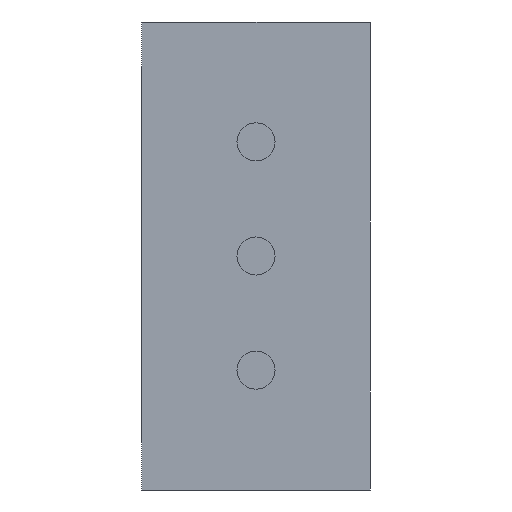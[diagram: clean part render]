
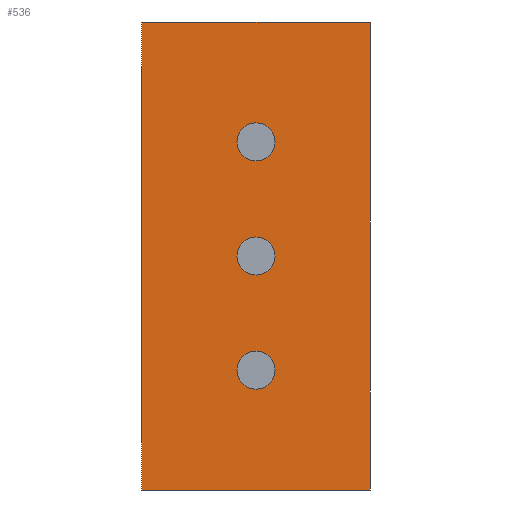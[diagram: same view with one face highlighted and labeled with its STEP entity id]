
A CAD part, left-side view. The second image highlights one B-rep face of the part: STEP entity #536.
In plain terms, the highlighted planar face has unit normal (-1, 0, 0).
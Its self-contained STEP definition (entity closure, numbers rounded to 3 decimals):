
#27=FACE_BOUND('',#137,.T.);
#28=FACE_BOUND('',#138,.T.);
#29=FACE_BOUND('',#139,.T.);
#56=PLANE('',#616);
#90=FACE_OUTER_BOUND('',#136,.T.);
#136=EDGE_LOOP('',(#455,#456,#457,#458));
#137=EDGE_LOOP('',(#459));
#138=EDGE_LOOP('',(#460));
#139=EDGE_LOOP('',(#461));
#176=LINE('',#1044,#206);
#177=LINE('',#1047,#207);
#178=LINE('',#1049,#208);
#179=LINE('',#1050,#209);
#206=VECTOR('',#766,10.);
#207=VECTOR('',#769,10.);
#208=VECTOR('',#770,10.);
#209=VECTOR('',#771,10.);
#215=CIRCLE('',#556,1.666);
#217=CIRCLE('',#560,1.666);
#219=CIRCLE('',#564,1.666);
#247=VERTEX_POINT('',#787);
#249=VERTEX_POINT('',#794);
#251=VERTEX_POINT('',#801);
#283=VERTEX_POINT('',#1037);
#286=VERTEX_POINT('',#1042);
#287=VERTEX_POINT('',#1046);
#288=VERTEX_POINT('',#1048);
#291=EDGE_CURVE('',#247,#247,#215,.T.);
#294=EDGE_CURVE('',#249,#249,#217,.T.);
#297=EDGE_CURVE('',#251,#251,#219,.T.);
#348=EDGE_CURVE('',#283,#286,#176,.T.);
#349=EDGE_CURVE('',#287,#283,#177,.T.);
#350=EDGE_CURVE('',#288,#286,#178,.T.);
#351=EDGE_CURVE('',#287,#288,#179,.T.);
#455=ORIENTED_EDGE('',*,*,#349,.T.);
#456=ORIENTED_EDGE('',*,*,#348,.T.);
#457=ORIENTED_EDGE('',*,*,#350,.F.);
#458=ORIENTED_EDGE('',*,*,#351,.F.);
#459=ORIENTED_EDGE('',*,*,#291,.T.);
#460=ORIENTED_EDGE('',*,*,#294,.T.);
#461=ORIENTED_EDGE('',*,*,#297,.T.);
#536=ADVANCED_FACE('',(#90,#27,#28,#29),#56,.T.);
#556=AXIS2_PLACEMENT_3D('',#788,#625,#626);
#560=AXIS2_PLACEMENT_3D('',#795,#634,#635);
#564=AXIS2_PLACEMENT_3D('',#802,#643,#644);
#616=AXIS2_PLACEMENT_3D('',#1045,#767,#768);
#625=DIRECTION('center_axis',(1.,0.,0.));
#626=DIRECTION('ref_axis',(0.,-1.,0.));
#634=DIRECTION('center_axis',(1.,0.,0.));
#635=DIRECTION('ref_axis',(0.,-1.,0.));
#643=DIRECTION('center_axis',(1.,0.,0.));
#644=DIRECTION('ref_axis',(0.,-1.,0.));
#766=DIRECTION('',(0.,1.,0.));
#767=DIRECTION('center_axis',(-1.,0.,0.));
#768=DIRECTION('ref_axis',(0.,0.,1.));
#769=DIRECTION('',(0.,0.,1.));
#770=DIRECTION('',(0.,0.,1.));
#771=DIRECTION('',(0.,1.,0.));
#787=CARTESIAN_POINT('',(-85.058,11.666,0.));
#788=CARTESIAN_POINT('Origin',(-85.058,10.,0.));
#794=CARTESIAN_POINT('',(-85.058,11.666,-10.));
#795=CARTESIAN_POINT('Origin',(-85.058,10.,-10.));
#801=CARTESIAN_POINT('',(-85.058,11.666,10.));
#802=CARTESIAN_POINT('Origin',(-85.058,10.,10.));
#1037=CARTESIAN_POINT('',(-85.058,0.,20.5));
#1042=CARTESIAN_POINT('',(-85.058,20.,20.5));
#1044=CARTESIAN_POINT('',(-85.058,0.,20.5));
#1045=CARTESIAN_POINT('Origin',(-85.058,0.,-20.5));
#1046=CARTESIAN_POINT('',(-85.058,0.,-20.5));
#1047=CARTESIAN_POINT('',(-85.058,0.,-20.5));
#1048=CARTESIAN_POINT('',(-85.058,20.,-20.5));
#1049=CARTESIAN_POINT('',(-85.058,20.,-20.5));
#1050=CARTESIAN_POINT('',(-85.058,0.,-20.5));
